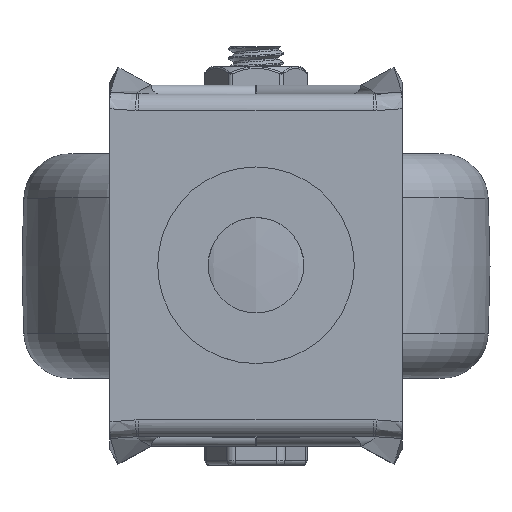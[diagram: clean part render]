
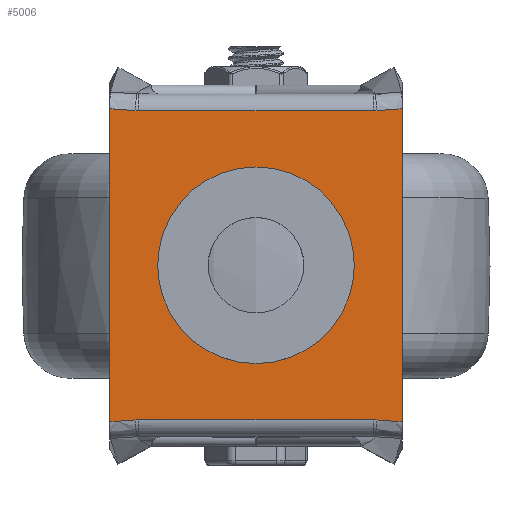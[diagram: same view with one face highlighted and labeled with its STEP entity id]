
A CAD part, top view. The second image highlights one B-rep face of the part: STEP entity #5006.
In plain terms, the highlighted planar face has unit normal (0, 0, 1).
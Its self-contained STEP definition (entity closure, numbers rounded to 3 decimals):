
#279=FACE_BOUND('',#1075,.T.);
#350=PLANE('',#5485);
#751=FACE_OUTER_BOUND('',#1074,.T.);
#1074=EDGE_LOOP('',(#3785,#3786,#3787,#3788,#3789,#3790,#3791,#3792,#3793,
#3794,#3795,#3796,#3797,#3798,#3799,#3800));
#1075=EDGE_LOOP('',(#3801));
#1363=LINE('',#8063,#1607);
#1364=LINE('',#8147,#1608);
#1373=LINE('',#8245,#1617);
#1374=LINE('',#8329,#1618);
#1387=LINE('',#8535,#1631);
#1395=LINE('',#8733,#1639);
#1412=LINE('',#10416,#1656);
#1438=LINE('',#13699,#1682);
#1607=VECTOR('',#6189,1000.);
#1608=VECTOR('',#6190,1000.);
#1617=VECTOR('',#6199,1000.);
#1618=VECTOR('',#6200,1000.);
#1631=VECTOR('',#6217,1000.);
#1639=VECTOR('',#6229,1000.);
#1656=VECTOR('',#6282,1000.);
#1682=VECTOR('',#6364,1000.);
#1827=CIRCLE('',#5418,10.5);
#1830=CIRCLE('',#5438,2.836);
#1831=CIRCLE('',#5439,335.231);
#1835=CIRCLE('',#5455,2.836);
#1836=CIRCLE('',#5456,335.231);
#1837=CIRCLE('',#5466,2.836);
#1838=CIRCLE('',#5467,335.231);
#1842=CIRCLE('',#5483,2.836);
#1843=CIRCLE('',#5484,335.231);
#2174=VERTEX_POINT('',#7962);
#2178=VERTEX_POINT('',#8044);
#2182=VERTEX_POINT('',#8061);
#2184=VERTEX_POINT('',#8135);
#2185=VERTEX_POINT('',#8146);
#2190=VERTEX_POINT('',#8226);
#2194=VERTEX_POINT('',#8243);
#2196=VERTEX_POINT('',#8317);
#2197=VERTEX_POINT('',#8328);
#2222=VERTEX_POINT('',#10182);
#2223=VERTEX_POINT('',#10244);
#2226=VERTEX_POINT('',#10415);
#2230=VERTEX_POINT('',#11859);
#2236=VERTEX_POINT('',#13465);
#2237=VERTEX_POINT('',#13527);
#2240=VERTEX_POINT('',#13698);
#2244=VERTEX_POINT('',#15142);
#2670=EDGE_CURVE('',#2174,#2174,#1827,.T.);
#2679=EDGE_CURVE('',#2178,#2182,#1363,.T.);
#2681=EDGE_CURVE('',#2184,#2185,#1364,.T.);
#2691=EDGE_CURVE('',#2190,#2194,#1373,.T.);
#2693=EDGE_CURVE('',#2196,#2197,#1374,.T.);
#2714=EDGE_CURVE('',#2185,#2182,#1387,.T.);
#2730=EDGE_CURVE('',#2194,#2197,#1395,.T.);
#2747=EDGE_CURVE('',#2222,#2223,#1830,.T.);
#2748=EDGE_CURVE('',#2184,#2222,#1831,.T.);
#2754=EDGE_CURVE('',#2223,#2226,#1412,.F.);
#2768=EDGE_CURVE('',#2230,#2226,#1835,.T.);
#2769=EDGE_CURVE('',#2190,#2230,#1836,.T.);
#2784=EDGE_CURVE('',#2236,#2237,#1837,.T.);
#2786=EDGE_CURVE('',#2178,#2236,#1838,.T.);
#2792=EDGE_CURVE('',#2237,#2240,#1438,.F.);
#2806=EDGE_CURVE('',#2244,#2240,#1842,.T.);
#2807=EDGE_CURVE('',#2196,#2244,#1843,.T.);
#3785=ORIENTED_EDGE('',*,*,#2714,.F.);
#3786=ORIENTED_EDGE('',*,*,#2681,.F.);
#3787=ORIENTED_EDGE('',*,*,#2748,.T.);
#3788=ORIENTED_EDGE('',*,*,#2747,.T.);
#3789=ORIENTED_EDGE('',*,*,#2754,.T.);
#3790=ORIENTED_EDGE('',*,*,#2768,.F.);
#3791=ORIENTED_EDGE('',*,*,#2769,.F.);
#3792=ORIENTED_EDGE('',*,*,#2691,.T.);
#3793=ORIENTED_EDGE('',*,*,#2730,.T.);
#3794=ORIENTED_EDGE('',*,*,#2693,.F.);
#3795=ORIENTED_EDGE('',*,*,#2807,.T.);
#3796=ORIENTED_EDGE('',*,*,#2806,.T.);
#3797=ORIENTED_EDGE('',*,*,#2792,.F.);
#3798=ORIENTED_EDGE('',*,*,#2784,.F.);
#3799=ORIENTED_EDGE('',*,*,#2786,.F.);
#3800=ORIENTED_EDGE('',*,*,#2679,.T.);
#3801=ORIENTED_EDGE('',*,*,#2670,.T.);
#5006=ADVANCED_FACE('',(#751,#279),#350,.T.);
#5418=AXIS2_PLACEMENT_3D('',#7964,#6172,#6173);
#5438=AXIS2_PLACEMENT_3D('',#10306,#6263,#6264);
#5439=AXIS2_PLACEMENT_3D('',#10403,#6265,#6266);
#5455=AXIS2_PLACEMENT_3D('',#11921,#6311,#6312);
#5456=AXIS2_PLACEMENT_3D('',#12018,#6313,#6314);
#5466=AXIS2_PLACEMENT_3D('',#13528,#6345,#6346);
#5467=AXIS2_PLACEMENT_3D('',#13686,#6347,#6348);
#5483=AXIS2_PLACEMENT_3D('',#15204,#6393,#6394);
#5484=AXIS2_PLACEMENT_3D('',#15301,#6395,#6396);
#5485=AXIS2_PLACEMENT_3D('',#15302,#6397,#6398);
#6172=DIRECTION('center_axis',(0.,0.,-1.));
#6173=DIRECTION('ref_axis',(1.,0.,0.));
#6189=DIRECTION('',(0.,1.,0.));
#6190=DIRECTION('',(0.,-1.,0.));
#6199=DIRECTION('',(0.,-1.,0.));
#6200=DIRECTION('',(0.,1.,0.));
#6217=DIRECTION('',(0.,-1.,0.));
#6229=DIRECTION('',(0.,-1.,0.));
#6263=DIRECTION('center_axis',(0.,0.,-1.));
#6264=DIRECTION('ref_axis',(0.,-1.,0.));
#6265=DIRECTION('center_axis',(0.,0.,1.));
#6266=DIRECTION('ref_axis',(-0.077,0.997,0.));
#6282=DIRECTION('',(1.,0.,0.));
#6311=DIRECTION('center_axis',(0.,0.,
1.));
#6312=DIRECTION('ref_axis',(0.,-1.,0.));
#6313=DIRECTION('center_axis',(0.,0.,-1.));
#6314=DIRECTION('ref_axis',(0.077,0.997,0.));
#6345=DIRECTION('center_axis',(0.,0.,1.));
#6346=DIRECTION('ref_axis',(0.,1.,0.));
#6347=DIRECTION('center_axis',(0.,0.,-1.));
#6348=DIRECTION('ref_axis',(-0.077,-0.997,0.));
#6364=DIRECTION('',(1.,0.,0.));
#6393=DIRECTION('center_axis',(0.,0.,
-1.));
#6394=DIRECTION('ref_axis',(0.,1.,0.));
#6395=DIRECTION('center_axis',(0.,0.,1.));
#6396=DIRECTION('ref_axis',(0.077,-0.997,0.));
#6397=DIRECTION('center_axis',(0.,0.,1.));
#6398=DIRECTION('ref_axis',(1.,0.,0.));
#7962=CARTESIAN_POINT('',(-10.5,0.,-1.8));
#7964=CARTESIAN_POINT('Origin',(0.,0.,-1.8));
#8044=CARTESIAN_POINT('',(15.609,-16.724,-1.8));
#8061=CARTESIAN_POINT('',(15.609,-16.5,-1.8));
#8063=CARTESIAN_POINT('',(15.609,-18.3,-1.8));
#8135=CARTESIAN_POINT('',(15.609,16.724,-1.8));
#8146=CARTESIAN_POINT('',(15.609,16.5,-1.8));
#8147=CARTESIAN_POINT('',(15.609,18.3,-1.8));
#8226=CARTESIAN_POINT('',(-15.609,16.724,-1.8));
#8243=CARTESIAN_POINT('',(-15.609,16.5,-1.8));
#8245=CARTESIAN_POINT('',(-15.609,18.3,-1.8));
#8317=CARTESIAN_POINT('',(-15.609,-16.724,-1.8));
#8328=CARTESIAN_POINT('',(-15.609,-16.5,-1.8));
#8329=CARTESIAN_POINT('',(-15.609,-18.3,-1.8));
#8535=CARTESIAN_POINT('',(15.609,16.5,-1.8));
#8733=CARTESIAN_POINT('',(-15.609,16.5,-1.8));
#10182=CARTESIAN_POINT('',(12.943,16.529,-1.8));
#10244=CARTESIAN_POINT('',(12.537,16.5,-1.8));
#10306=CARTESIAN_POINT('Origin',(12.537,19.336,-1.8));
#10403=CARTESIAN_POINT('Origin',(38.649,-317.715,-1.8));
#10415=CARTESIAN_POINT('',(-12.537,16.5,-1.8));
#10416=CARTESIAN_POINT('',(0.,16.5,-1.8));
#11859=CARTESIAN_POINT('',(-12.943,16.529,-1.8));
#11921=CARTESIAN_POINT('Origin',(-12.537,19.336,-1.8));
#12018=CARTESIAN_POINT('Origin',(-38.649,-317.715,-1.8));
#13465=CARTESIAN_POINT('',(12.943,-16.529,-1.8));
#13527=CARTESIAN_POINT('',(12.537,-16.5,-1.8));
#13528=CARTESIAN_POINT('Origin',(12.537,-19.336,-1.8));
#13686=CARTESIAN_POINT('Origin',(38.649,317.715,-1.8));
#13698=CARTESIAN_POINT('',(-12.537,-16.5,-1.8));
#13699=CARTESIAN_POINT('',(0.,-16.5,-1.8));
#15142=CARTESIAN_POINT('',(-12.943,-16.529,-1.8));
#15204=CARTESIAN_POINT('Origin',(-12.537,-19.336,-1.8));
#15301=CARTESIAN_POINT('Origin',(-38.649,317.715,-1.8));
#15302=CARTESIAN_POINT('Origin',(0.,-18.3,-1.8));
